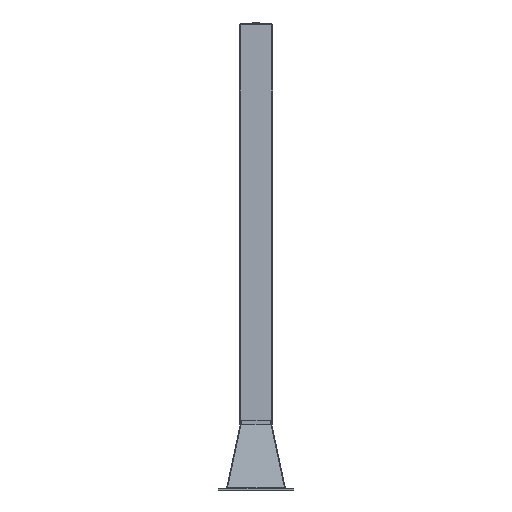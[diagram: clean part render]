
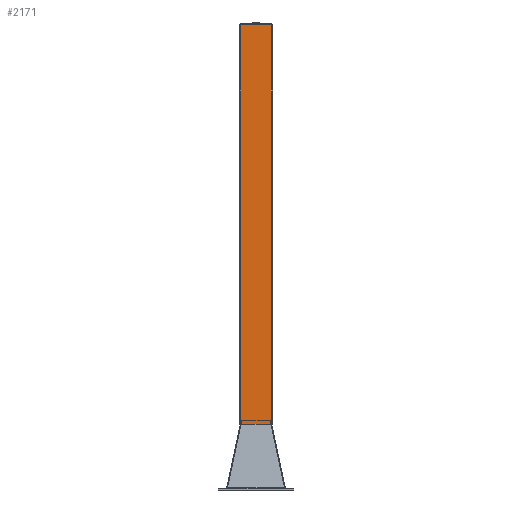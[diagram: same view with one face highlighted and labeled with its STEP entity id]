
A CAD part, left-side view. The second image highlights one B-rep face of the part: STEP entity #2171.
In plain terms, the highlighted face is planar.
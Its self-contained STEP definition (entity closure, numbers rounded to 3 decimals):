
#2171=ADVANCED_FACE('',(#3863),#3864,.T.);
#3863=FACE_OUTER_BOUND('',#6456,.T.);
#3864=PLANE('',#6457);
#6456=EDGE_LOOP('',(#14726,#14727,#14728,#14729));
#6457=AXIS2_PLACEMENT_3D('',#14730,#14731,#14732);
#14726=ORIENTED_EDGE('',*,*,#17190,.T.);
#14727=ORIENTED_EDGE('',*,*,#17019,.F.);
#14728=ORIENTED_EDGE('',*,*,#17228,.T.);
#14729=ORIENTED_EDGE('',*,*,#17606,.T.);
#14730=CARTESIAN_POINT('',(0.,-125.,0.));
#14731=DIRECTION('',(0.,-1.,0.));
#14732=DIRECTION('',(1.,0.,0.));
#17019=EDGE_CURVE('',#18564,#18559,#18566,.T.);
#17190=EDGE_CURVE('',#18857,#18559,#18858,.T.);
#17228=EDGE_CURVE('',#18564,#18917,#18919,.T.);
#17606=EDGE_CURVE('',#18917,#18857,#19478,.T.);
#18559=VERTEX_POINT('',#21088);
#18564=VERTEX_POINT('',#21094);
#18566=LINE('',#21096,#21097);
#18857=VERTEX_POINT('',#21856);
#18858=LINE('',#21857,#21858);
#18917=VERTEX_POINT('',#21977);
#18919=LINE('',#21979,#21980);
#19478=LINE('',#23602,#23603);
#21088=CARTESIAN_POINT('',(-113.,-125.,3000.));
#21094=CARTESIAN_POINT('',(-113.,-125.,0.));
#21096=CARTESIAN_POINT('',(-113.,-125.,0.));
#21097=VECTOR('',#25682,1.);
#21856=CARTESIAN_POINT('',(113.,-125.,3000.));
#21857=CARTESIAN_POINT('',(-113.,-125.,3000.));
#21858=VECTOR('',#25873,1.);
#21977=CARTESIAN_POINT('',(113.,-125.,0.));
#21979=CARTESIAN_POINT('',(-113.,-125.,0.));
#21980=VECTOR('',#25916,1.);
#23602=CARTESIAN_POINT('',(113.,-125.,0.));
#23603=VECTOR('',#26260,1.);
#25682=DIRECTION('',(0.,0.,1.));
#25873=DIRECTION('',(-1.,0.,0.));
#25916=DIRECTION('',(1.,0.,0.));
#26260=DIRECTION('',(0.,0.,1.));
